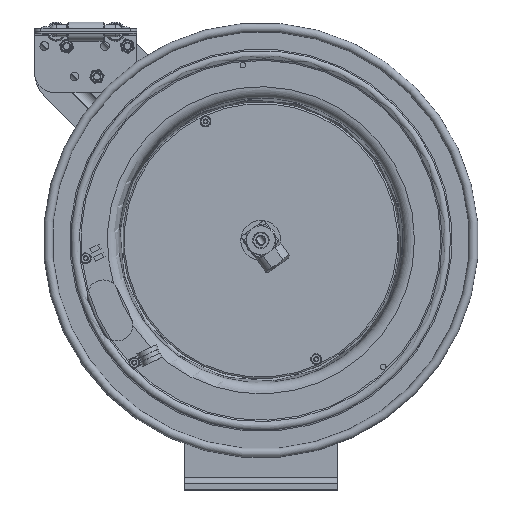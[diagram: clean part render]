
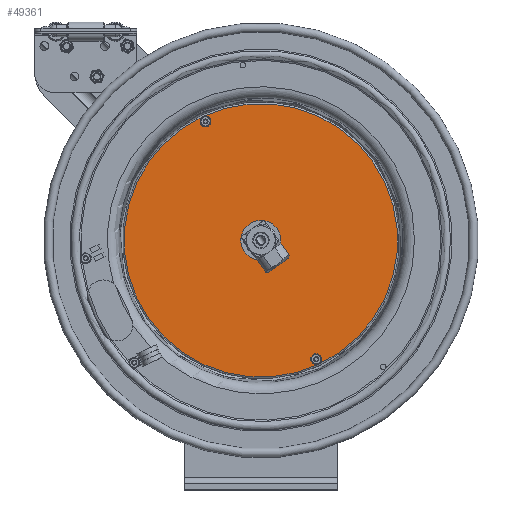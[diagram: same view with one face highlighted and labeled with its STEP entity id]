
A CAD part, top view. The second image highlights one B-rep face of the part: STEP entity #49361.
In plain terms, the highlighted planar face has unit normal (0, 0, 1).
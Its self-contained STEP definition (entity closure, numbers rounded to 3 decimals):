
#3159=FACE_BOUND('',#7025,.T.);
#3160=FACE_BOUND('',#7026,.T.);
#3161=FACE_BOUND('',#7027,.T.);
#4885=FACE_OUTER_BOUND('',#7024,.T.);
#7024=EDGE_LOOP('',(#44377,#44378));
#7025=EDGE_LOOP('',(#44379));
#7026=EDGE_LOOP('',(#44380));
#7027=EDGE_LOOP('',(#44381));
#8615=CIRCLE('',#52668,5.345);
#8616=CIRCLE('',#52669,5.345);
#8620=CIRCLE('',#52674,0.1);
#8621=CIRCLE('',#52675,0.1);
#8622=CIRCLE('',#52676,0.65);
#24340=VERTEX_POINT('',#90225);
#24341=VERTEX_POINT('',#90226);
#24344=VERTEX_POINT('',#90235);
#24345=VERTEX_POINT('',#90237);
#24346=VERTEX_POINT('',#90239);
#32546=EDGE_CURVE('',#24340,#24341,#8615,.T.);
#32547=EDGE_CURVE('',#24341,#24340,#8616,.T.);
#32551=EDGE_CURVE('',#24344,#24344,#8620,.T.);
#32552=EDGE_CURVE('',#24345,#24345,#8621,.T.);
#32553=EDGE_CURVE('',#24346,#24346,#8622,.T.);
#44377=ORIENTED_EDGE('',*,*,#32546,.T.);
#44378=ORIENTED_EDGE('',*,*,#32547,.T.);
#44379=ORIENTED_EDGE('',*,*,#32551,.T.);
#44380=ORIENTED_EDGE('',*,*,#32552,.T.);
#44381=ORIENTED_EDGE('',*,*,#32553,.T.);
#45775=PLANE('',#52673);
#49361=ADVANCED_FACE('',(#4885,#3159,#3160,#3161),#45775,.T.);
#52668=AXIS2_PLACEMENT_3D('',#90227,#63373,#63374);
#52669=AXIS2_PLACEMENT_3D('',#90228,#63375,#63376);
#52673=AXIS2_PLACEMENT_3D('',#90234,#63383,#63384);
#52674=AXIS2_PLACEMENT_3D('',#90236,#63385,#63386);
#52675=AXIS2_PLACEMENT_3D('',#90238,#63387,#63388);
#52676=AXIS2_PLACEMENT_3D('',#90240,#63389,#63390);
#63373=DIRECTION('center_axis',(0.,0.,
1.));
#63374=DIRECTION('ref_axis',(0.907,0.422,0.));
#63375=DIRECTION('center_axis',(0.,0.,
1.));
#63376=DIRECTION('ref_axis',(0.907,0.422,0.));
#63383=DIRECTION('center_axis',(0.,0.,
1.));
#63384=DIRECTION('ref_axis',(0.422,-0.907,0.));
#63385=DIRECTION('center_axis',(0.,0.,
-1.));
#63386=DIRECTION('ref_axis',(0.907,0.422,0.));
#63387=DIRECTION('center_axis',(0.,0.,
-1.));
#63388=DIRECTION('ref_axis',(0.907,0.422,0.));
#63389=DIRECTION('center_axis',(0.,0.,
-1.));
#63390=DIRECTION('ref_axis',(-0.907,-0.422,0.));
#90225=CARTESIAN_POINT('',(4.815,2.711,2.752));
#90226=CARTESIAN_POINT('',(-2.286,5.302,2.752));
#90227=CARTESIAN_POINT('Origin',(-0.031,0.456,2.752));
#90228=CARTESIAN_POINT('Origin',(-0.031,0.456,2.752));
#90234=CARTESIAN_POINT('Origin',(2.392,1.584,2.752));
#90235=CARTESIAN_POINT('',(2.222,-4.148,2.752));
#90236=CARTESIAN_POINT('Origin',(2.132,-4.191,2.752));
#90237=CARTESIAN_POINT('',(-2.102,5.145,2.752));
#90238=CARTESIAN_POINT('Origin',(-2.193,5.103,2.752));
#90239=CARTESIAN_POINT('',(0.559,0.73,2.752));
#90240=CARTESIAN_POINT('Origin',(-0.031,0.456,2.752));
